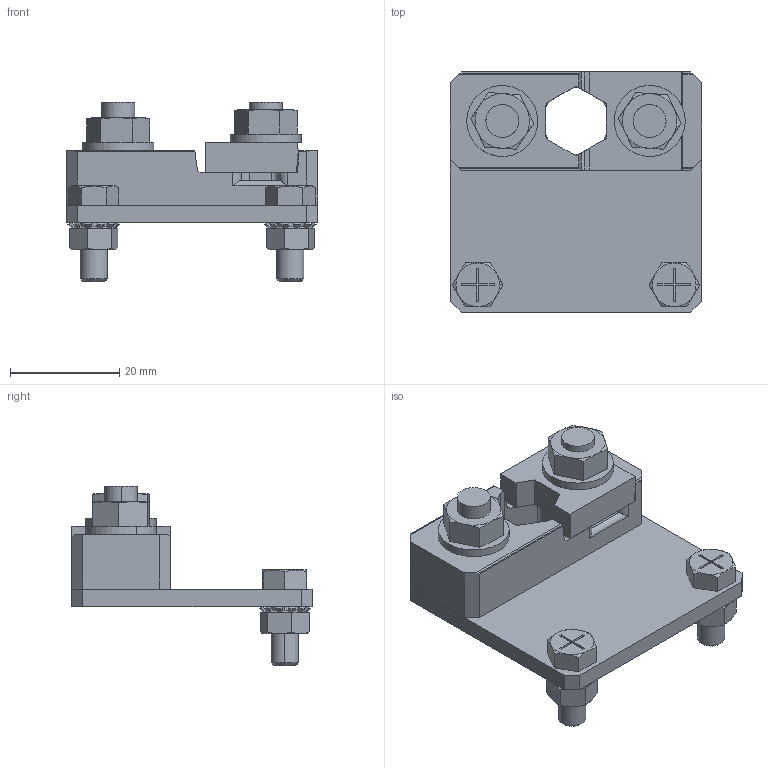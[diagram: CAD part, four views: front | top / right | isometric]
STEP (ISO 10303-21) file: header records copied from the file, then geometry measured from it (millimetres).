
FILE_DESCRIPTION (( 'STEP AP214' ), '1' );
FILE_NAME ('PR-D-30H-PU-N-ST_E.STEP', '2024-03-24T23:31:47', ( '1309' ), ( 'HP Inc.' ), 'SwSTEP 2.0', 'SolidWorks 2023', '' );
FILE_SCHEMA (( 'AUTOMOTIVE_DESIGN' ));
Length unit declared in the file: millimetre
Products named in the file (7): 十字穴付き六角ｱﾌﾟｾｯﾄﾎﾞﾙﾄ M5×L_十字穴付き六角ｱﾌﾟｾｯﾄﾎﾞﾙﾄ M5×14; PR-D-30H-PU-A-N10; PR-D-30H-C-ST; 六角ﾅｯﾄ ﾌﾗﾝｼﾞﾅｯﾄ M6; PR-D-30H-PU-N-ST_E; 歯付座金付六角ﾅｯﾄ 1種 M5_FNTLTW-STU-M5; PR-D-30H-PU-B-N1
Assembly tree (9 placements, depth 2):
  PR-D-30H-PU-N-ST_E
    PR-D-30H-C-ST
    PR-D-30H-PU-A-N10
    PR-D-30H-PU-B-N1
    十字穴付き六角ｱﾌﾟｾｯﾄﾎﾞﾙﾄ M5×L_十字穴付き六角ｱﾌﾟｾｯﾄﾎﾞﾙﾄ M5×14  x2
    六角ﾅｯﾄ ﾌﾗﾝｼﾞﾅｯﾄ M6  x2
    歯付座金付六角ﾅｯﾄ 1種 M5_FNTLTW-STU-M5  x2
Bounding box: 46 x 44 x 32.8 mm (x, y, z)
Volume: 15788.7 mm3; surface area: 11891.9 mm2
Topology: 9 solids, 9 shells, 438 faces, 1059 edges, 646 vertices
Faces by surface type: plane 211, cone 156, cylinder 67, torus 4
Entity records: 8250 total; most frequent: CARTESIAN_POINT 1542, DIRECTION 1402, ORIENTED_EDGE 1326, EDGE_CURVE 663, AXIS2_PLACEMENT_3D 499, VERTEX_POINT 411, LINE 404, VECTOR 404
